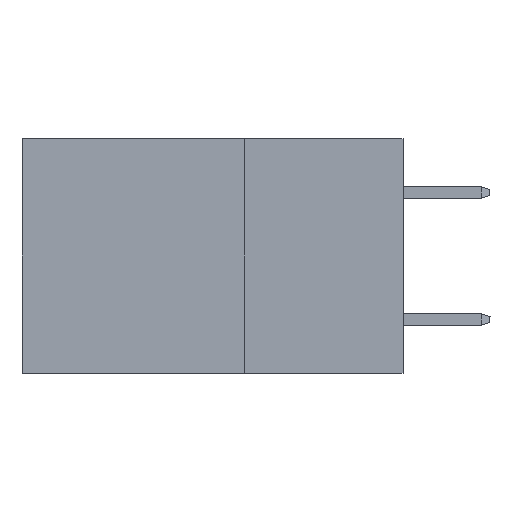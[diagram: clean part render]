
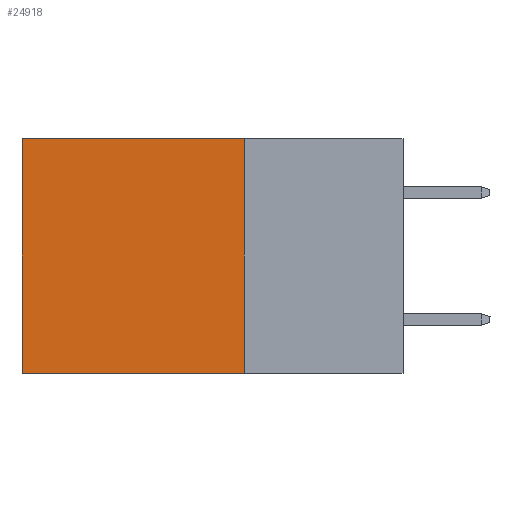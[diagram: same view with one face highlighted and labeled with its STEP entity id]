
A CAD part, left-side view. The second image highlights one B-rep face of the part: STEP entity #24918.
In plain terms, the highlighted planar face has unit normal (-1, 0, 0).
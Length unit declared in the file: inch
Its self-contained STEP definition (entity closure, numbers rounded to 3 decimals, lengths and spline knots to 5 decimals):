
#602 = CARTESIAN_POINT ( 'NONE',  ( 0.2875, 0.25, -0.37 ) ) ;
#1759 = LINE ( 'NONE', #10422, #24279 ) ;
#2251 = FACE_OUTER_BOUND ( 'NONE', #3303, .T. ) ;
#2909 = ORIENTED_EDGE ( 'NONE', *, *, #18463, .F. ) ;
#2994 = LINE ( 'NONE', #602, #25890 ) ;
#3303 = EDGE_LOOP ( 'NONE', ( #7496, #2909, #17542, #29024 ) ) ;
#5384 = EDGE_CURVE ( 'NONE', #17609, #11623, #27842, .T. ) ;
#7496 = ORIENTED_EDGE ( 'NONE', *, *, #10679, .T. ) ;
#9790 = EDGE_CURVE ( 'NONE', #17609, #21867, #27405, .T. ) ;
#10422 = CARTESIAN_POINT ( 'NONE',  ( 0.2875, 0.6, 0. ) ) ;
#10679 = EDGE_CURVE ( 'NONE', #11623, #20580, #1759, .T. ) ;
#11360 = DIRECTION ( 'NONE',  ( 0., 0., -1. ) ) ;
#11549 = DIRECTION ( 'NONE',  ( 0., 1., 0. ) ) ;
#11623 = VERTEX_POINT ( 'NONE', #22238 ) ;
#12012 = VECTOR ( 'NONE', #11549, 39.37008 ) ;
#13128 = DIRECTION ( 'NONE',  ( 0., 0., -1. ) ) ;
#17542 = ORIENTED_EDGE ( 'NONE', *, *, #9790, .F. ) ;
#17609 = VERTEX_POINT ( 'NONE', #26200 ) ;
#17745 = CARTESIAN_POINT ( 'NONE',  ( 0.2875, 0.25, 0. ) ) ;
#17875 = AXIS2_PLACEMENT_3D ( 'NONE', #22819, #22233, #11360 ) ;
#18463 = EDGE_CURVE ( 'NONE', #21867, #20580, #2994, .T. ) ;
#18919 = CARTESIAN_POINT ( 'NONE',  ( 0.2875, 0.25, -0.37 ) ) ;
#20580 = VERTEX_POINT ( 'NONE', #25172 ) ;
#21055 = CARTESIAN_POINT ( 'NONE',  ( 0.2875, 0.25, 0. ) ) ;
#21867 = VERTEX_POINT ( 'NONE', #18919 ) ;
#22233 = DIRECTION ( 'NONE',  ( 1., 0., 0. ) ) ;
#22238 = CARTESIAN_POINT ( 'NONE',  ( 0.2875, 0.6, 0. ) ) ;
#22568 = DIRECTION ( 'NONE',  ( 0., 0., -1. ) ) ;
#22819 = CARTESIAN_POINT ( 'NONE',  ( 0.2875, 0.25, 0. ) ) ;
#24279 = VECTOR ( 'NONE', #13128, 39.37008 ) ;
#24918 = ADVANCED_FACE ( 'NONE', ( #2251 ), #26932, .F. ) ;
#25172 = CARTESIAN_POINT ( 'NONE',  ( 0.2875, 0.6, -0.37 ) ) ;
#25890 = VECTOR ( 'NONE', #26283, 39.37008 ) ;
#26200 = CARTESIAN_POINT ( 'NONE',  ( 0.2875, 0.25, 0. ) ) ;
#26283 = DIRECTION ( 'NONE',  ( 0., 1., 0. ) ) ;
#26932 = PLANE ( 'NONE',  #17875 ) ;
#27152 = VECTOR ( 'NONE', #22568, 39.37008 ) ;
#27405 = LINE ( 'NONE', #17745, #27152 ) ;
#27842 = LINE ( 'NONE', #21055, #12012 ) ;
#29024 = ORIENTED_EDGE ( 'NONE', *, *, #5384, .T. ) ;
